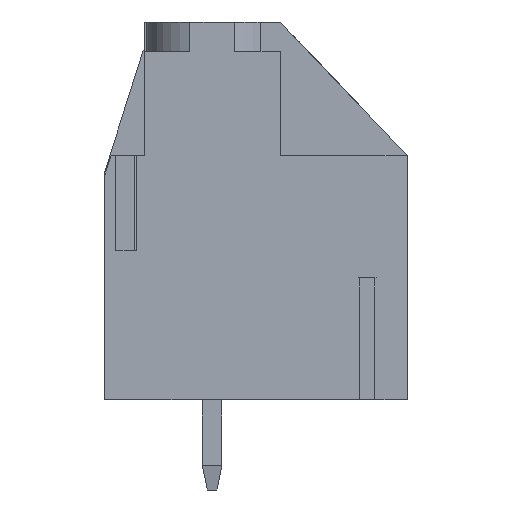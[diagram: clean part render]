
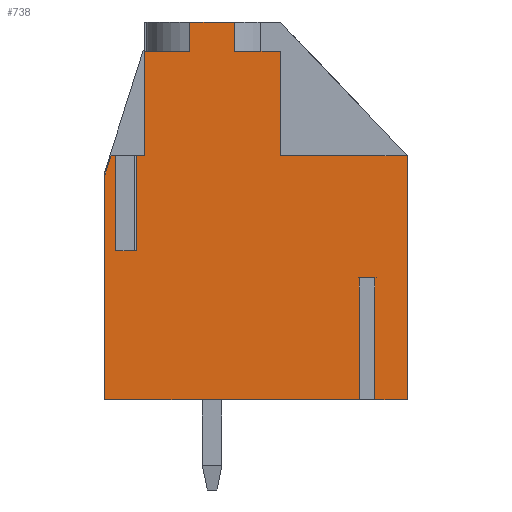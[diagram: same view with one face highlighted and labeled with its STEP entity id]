
A CAD part, front view. The second image highlights one B-rep face of the part: STEP entity #738.
In plain terms, the highlighted planar face has unit normal (0, -1, 0).
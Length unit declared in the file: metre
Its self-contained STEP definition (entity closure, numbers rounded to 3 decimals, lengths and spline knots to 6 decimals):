
#738 = ADVANCED_FACE( '', ( #1752 ), #1753, .F. );
#1752 = FACE_OUTER_BOUND( '', #3059, .T. );
#1753 = PLANE( '', #3060 );
#3059 = EDGE_LOOP( '', ( #5284, #5285, #5286, #5287, #5288, #5289, #5290, #5291, #5292, #5293, #5294, #5295, #5296, #5297, #5298, #5299, #5300, #5301, #5302, #5303, #5304 ) );
#3060 = AXIS2_PLACEMENT_3D( '', #5305, #5306, #5307 );
#5284 = ORIENTED_EDGE( '', *, *, #8390, .F. );
#5285 = ORIENTED_EDGE( '', *, *, #8397, .F. );
#5286 = ORIENTED_EDGE( '', *, *, #8398, .T. );
#5287 = ORIENTED_EDGE( '', *, *, #8399, .F. );
#5288 = ORIENTED_EDGE( '', *, *, #7848, .T. );
#5289 = ORIENTED_EDGE( '', *, *, #7970, .F. );
#5290 = ORIENTED_EDGE( '', *, *, #8400, .F. );
#5291 = ORIENTED_EDGE( '', *, *, #7906, .F. );
#5292 = ORIENTED_EDGE( '', *, *, #8401, .T. );
#5293 = ORIENTED_EDGE( '', *, *, #8103, .T. );
#5294 = ORIENTED_EDGE( '', *, *, #8402, .F. );
#5295 = ORIENTED_EDGE( '', *, *, #7685, .F. );
#5296 = ORIENTED_EDGE( '', *, *, #8346, .F. );
#5297 = ORIENTED_EDGE( '', *, *, #8403, .F. );
#5298 = ORIENTED_EDGE( '', *, *, #7715, .F. );
#5299 = ORIENTED_EDGE( '', *, *, #8404, .T. );
#5300 = ORIENTED_EDGE( '', *, *, #8405, .F. );
#5301 = ORIENTED_EDGE( '', *, *, #8406, .F. );
#5302 = ORIENTED_EDGE( '', *, *, #8357, .F. );
#5303 = ORIENTED_EDGE( '', *, *, #8407, .F. );
#5304 = ORIENTED_EDGE( '', *, *, #8408, .F. );
#5305 = CARTESIAN_POINT( '', ( 0.008, -0.017781, 0. ) );
#5306 = DIRECTION( '', ( 0., 1., 0. ) );
#5307 = DIRECTION( '', ( 0., 0., 1. ) );
#7685 = EDGE_CURVE( '', #9199, #9201, #9202, .T. );
#7715 = EDGE_CURVE( '', #9255, #9250, #9257, .T. );
#7848 = EDGE_CURVE( '', #9483, #9484, #9485, .T. );
#7906 = EDGE_CURVE( '', #9584, #9580, #9586, .T. );
#7970 = EDGE_CURVE( '', #9696, #9484, #9697, .T. );
#8103 = EDGE_CURVE( '', #9918, #9915, #9919, .T. );
#8346 = EDGE_CURVE( '', #10292, #9199, #10293, .T. );
#8357 = EDGE_CURVE( '', #10308, #10304, #10310, .T. );
#8390 = EDGE_CURVE( '', #10355, #10350, #10357, .T. );
#8397 = EDGE_CURVE( '', #10366, #10355, #10367, .T. );
#8398 = EDGE_CURVE( '', #10366, #10368, #10369, .T. );
#8399 = EDGE_CURVE( '', #9483, #10368, #10370, .T. );
#8400 = EDGE_CURVE( '', #9580, #9696, #10371, .T. );
#8401 = EDGE_CURVE( '', #9584, #9918, #10372, .T. );
#8402 = EDGE_CURVE( '', #9201, #9915, #10373, .T. );
#8403 = EDGE_CURVE( '', #9250, #10292, #10374, .T. );
#8404 = EDGE_CURVE( '', #9255, #10375, #10376, .T. );
#8405 = EDGE_CURVE( '', #10377, #10375, #10378, .T. );
#8406 = EDGE_CURVE( '', #10304, #10377, #10379, .T. );
#8407 = EDGE_CURVE( '', #10380, #10308, #10381, .T. );
#8408 = EDGE_CURVE( '', #10350, #10380, #10382, .T. );
#9199 = VERTEX_POINT( '', #11380 );
#9201 = VERTEX_POINT( '', #11383 );
#9202 = LINE( '', #11384, #11385 );
#9250 = VERTEX_POINT( '', #11449 );
#9255 = VERTEX_POINT( '', #11456 );
#9257 = LINE( '', #11458, #11459 );
#9483 = VERTEX_POINT( '', #11807 );
#9484 = VERTEX_POINT( '', #11808 );
#9485 = LINE( '', #11809, #11810 );
#9580 = VERTEX_POINT( '', #11949 );
#9584 = VERTEX_POINT( '', #11955 );
#9586 = LINE( '', #11958, #11959 );
#9696 = VERTEX_POINT( '', #12198 );
#9697 = LINE( '', #12199, #12200 );
#9915 = VERTEX_POINT( '', #12676 );
#9918 = VERTEX_POINT( '', #12680 );
#9919 = LINE( '', #12681, #12682 );
#10292 = VERTEX_POINT( '', #13313 );
#10293 = LINE( '', #13314, #13315 );
#10304 = VERTEX_POINT( '', #13331 );
#10308 = VERTEX_POINT( '', #13336 );
#10310 = LINE( '', #13339, #13340 );
#10350 = VERTEX_POINT( '', #13488 );
#10355 = VERTEX_POINT( '', #13495 );
#10357 = LINE( '', #13498, #13499 );
#10366 = VERTEX_POINT( '', #13511 );
#10367 = LINE( '', #13512, #13513 );
#10368 = VERTEX_POINT( '', #13514 );
#10369 = LINE( '', #13515, #13516 );
#10370 = LINE( '', #13517, #13518 );
#10371 = LINE( '', #13519, #13520 );
#10372 = LINE( '', #13521, #13522 );
#10373 = LINE( '', #13523, #13524 );
#10374 = LINE( '', #13525, #13526 );
#10375 = VERTEX_POINT( '', #13527 );
#10376 = LINE( '', #13528, #13529 );
#10377 = VERTEX_POINT( '', #13530 );
#10378 = LINE( '', #13531, #13532 );
#10379 = LINE( '', #13533, #13534 );
#10380 = VERTEX_POINT( '', #13535 );
#10381 = LINE( '', #13536, #13537 );
#10382 = LINE( '', #13538, #13539 );
#11380 = CARTESIAN_POINT( '', ( 0.008, -0.017781, 0.01002 ) );
#11383 = CARTESIAN_POINT( '', ( 0.008, -0.017781, 0. ) );
#11384 = CARTESIAN_POINT( '', ( 0.008, -0.017781, 0. ) );
#11385 = VECTOR( '', #14929, 1. );
#11449 = CARTESIAN_POINT( '', ( 0.0028, -0.017781, 0.0143 ) );
#11456 = CARTESIAN_POINT( '', ( 0.000916, -0.017781, 0.0143 ) );
#11458 = CARTESIAN_POINT( '', ( 0.000916, -0.017781, 0.0143 ) );
#11459 = VECTOR( '', #14969, 1. );
#11807 = CARTESIAN_POINT( '', ( -0.004145, -0.017781, 0.01002 ) );
#11808 = CARTESIAN_POINT( '', ( -0.0044, -0.017781, 0.00922 ) );
#11809 = CARTESIAN_POINT( '', ( -0.005924, -0.017781, 0.00444 ) );
#11810 = VECTOR( '', #15092, 1. );
#11949 = CARTESIAN_POINT( '', ( 0.00604, -0.017781, 0. ) );
#11955 = CARTESIAN_POINT( '', ( 0.00604, -0.017781, 0.005 ) );
#11958 = CARTESIAN_POINT( '', ( 0.00604, -0.017781, 0.005 ) );
#11959 = VECTOR( '', #15146, 1. );
#12198 = CARTESIAN_POINT( '', ( -0.0044, -0.017781, 0. ) );
#12199 = CARTESIAN_POINT( '', ( -0.0044, -0.017781, 0.0155 ) );
#12200 = VECTOR( '', #15222, 1. );
#12676 = CARTESIAN_POINT( '', ( 0.00668, -0.017781, 0. ) );
#12680 = CARTESIAN_POINT( '', ( 0.00668, -0.017781, 0.005 ) );
#12681 = CARTESIAN_POINT( '', ( 0.00668, -0.017781, 0.005 ) );
#12682 = VECTOR( '', #15349, 1. );
#13313 = CARTESIAN_POINT( '', ( 0.0028, -0.017781, 0.01002 ) );
#13314 = CARTESIAN_POINT( '', ( 0.008, -0.017781, 0.01002 ) );
#13315 = VECTOR( '', #15586, 1. );
#13331 = CARTESIAN_POINT( '', ( -0.000916, -0.017781, 0.0143 ) );
#13336 = CARTESIAN_POINT( '', ( -0.00278, -0.017781, 0.0143 ) );
#13339 = CARTESIAN_POINT( '', ( -0.0044, -0.017781, 0.0143 ) );
#13340 = VECTOR( '', #15597, 1. );
#13488 = CARTESIAN_POINT( '', ( -0.003309, -0.017781, 0.01002 ) );
#13495 = CARTESIAN_POINT( '', ( -0.003309, -0.017781, 0.00612 ) );
#13498 = CARTESIAN_POINT( '', ( -0.003309, -0.017781, 0.00612 ) );
#13499 = VECTOR( '', #15625, 1. );
#13511 = CARTESIAN_POINT( '', ( -0.003949, -0.017781, 0.00612 ) );
#13512 = CARTESIAN_POINT( '', ( -0.003949, -0.017781, 0.00612 ) );
#13513 = VECTOR( '', #15629, 1. );
#13514 = CARTESIAN_POINT( '', ( -0.003949, -0.017781, 0.01002 ) );
#13515 = CARTESIAN_POINT( '', ( -0.003949, -0.017781, 0.00612 ) );
#13516 = VECTOR( '', #15630, 1. );
#13517 = CARTESIAN_POINT( '', ( -0.004145, -0.017781, 0.01002 ) );
#13518 = VECTOR( '', #15631, 1. );
#13519 = CARTESIAN_POINT( '', ( 0.008, -0.017781, 0. ) );
#13520 = VECTOR( '', #15632, 1. );
#13521 = CARTESIAN_POINT( '', ( 0.00668, -0.017781, 0.005 ) );
#13522 = VECTOR( '', #15633, 1. );
#13523 = CARTESIAN_POINT( '', ( 0.008, -0.017781, 0. ) );
#13524 = VECTOR( '', #15634, 1. );
#13525 = CARTESIAN_POINT( '', ( 0.0028, -0.017781, 0.01002 ) );
#13526 = VECTOR( '', #15635, 1. );
#13527 = CARTESIAN_POINT( '', ( 0.000916, -0.017781, 0.0155 ) );
#13528 = CARTESIAN_POINT( '', ( 0.000916, -0.017781, 0.0143 ) );
#13529 = VECTOR( '', #15636, 1. );
#13530 = CARTESIAN_POINT( '', ( -0.000916, -0.017781, 0.0155 ) );
#13531 = CARTESIAN_POINT( '', ( 0.008, -0.017781, 0.0155 ) );
#13532 = VECTOR( '', #15637, 1. );
#13533 = CARTESIAN_POINT( '', ( -0.000916, -0.017781, 0.0143 ) );
#13534 = VECTOR( '', #15638, 1. );
#13535 = CARTESIAN_POINT( '', ( -0.00278, -0.017781, 0.01002 ) );
#13536 = CARTESIAN_POINT( '', ( -0.00278, -0.017781, 0.0143 ) );
#13537 = VECTOR( '', #15639, 1. );
#13538 = CARTESIAN_POINT( '', ( -0.004145, -0.017781, 0.01002 ) );
#13539 = VECTOR( '', #15640, 1. );
#14929 = DIRECTION( '', ( 0., 0., -1. ) );
#14969 = DIRECTION( '', ( 1., 0., 0. ) );
#15092 = DIRECTION( '', ( -0.304, 0., -0.953 ) );
#15146 = DIRECTION( '', ( 0., 0., -1. ) );
#15222 = DIRECTION( '', ( 0., 0., 1. ) );
#15349 = DIRECTION( '', ( 0., 0., -1. ) );
#15586 = DIRECTION( '', ( 1., 0., 0. ) );
#15597 = DIRECTION( '', ( 1., 0., 0. ) );
#15625 = DIRECTION( '', ( 0., 0., 1. ) );
#15629 = DIRECTION( '', ( 1., 0., 0. ) );
#15630 = DIRECTION( '', ( 0., 0., 1. ) );
#15631 = DIRECTION( '', ( 1., 0., 0. ) );
#15632 = DIRECTION( '', ( -1., 0., 0. ) );
#15633 = DIRECTION( '', ( 1., 0., 0. ) );
#15634 = DIRECTION( '', ( -1., 0., 0. ) );
#15635 = DIRECTION( '', ( 0., 0., -1. ) );
#15636 = DIRECTION( '', ( 0., 0., 1. ) );
#15637 = DIRECTION( '', ( 1., 0., 0. ) );
#15638 = DIRECTION( '', ( 0., 0., 1. ) );
#15639 = DIRECTION( '', ( 0., 0., 1. ) );
#15640 = DIRECTION( '', ( 1., 0., 0. ) );
